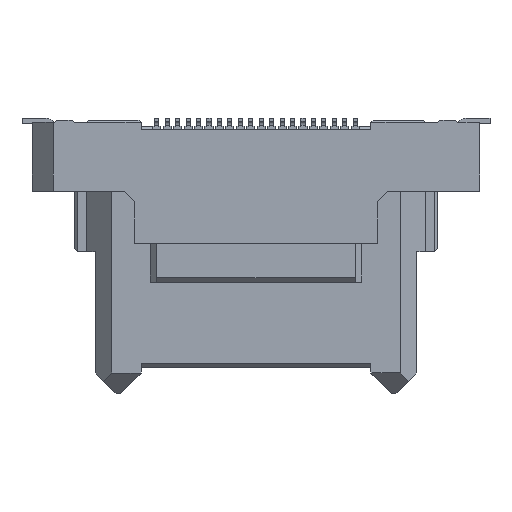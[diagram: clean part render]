
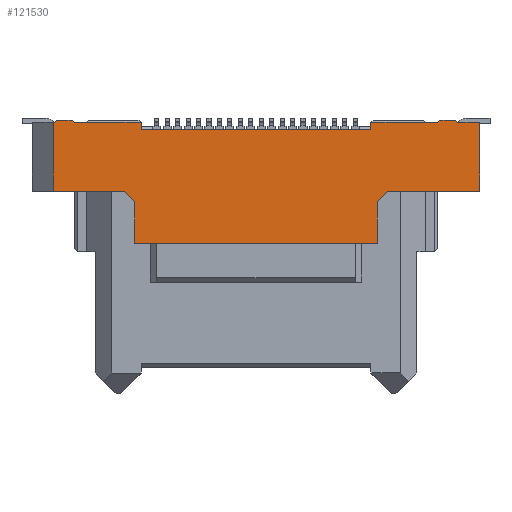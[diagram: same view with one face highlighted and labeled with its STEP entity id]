
A CAD part, front view. The second image highlights one B-rep face of the part: STEP entity #121530.
In plain terms, the highlighted planar face has unit normal (0, -1, 0).
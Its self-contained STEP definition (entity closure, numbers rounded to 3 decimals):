
#3780=CARTESIAN_POINT('',(39.69,-94.35,13.5));
#3790=VERTEX_POINT('',#3780);
#3840=CARTESIAN_POINT('',(31.16,-94.35,
22.03));
#3850=DIRECTION('',(0.707,0.,
-0.707));
#3860=VECTOR('',#3850,1.);
#3870=LINE('',#3840,#3860);
#3880=CARTESIAN_POINT('',(39.59,-94.35,13.6));
#3890=VERTEX_POINT('',#3880);
#3900=EDGE_CURVE('',#3890,#3790,#3870,.T.);
#11100=CARTESIAN_POINT('',(38.14,-94.35,
13.5));
#11110=VERTEX_POINT('',#11100);
#11140=CARTESIAN_POINT('',(36.84,-94.35,13.5));
#11150=DIRECTION('',(1.,0.,0.));
#11160=VECTOR('',#11150,1.);
#11170=LINE('',#11140,#11160);
#11180=CARTESIAN_POINT('',(35.54,-94.35,
13.5));
#11190=VERTEX_POINT('',#11180);
#11200=EDGE_CURVE('',#11190,#11110,#11170,.T.);
#19150=CARTESIAN_POINT('',(38.84,-94.35,13.6));
#19160=VERTEX_POINT('',#19150);
#19190=CARTESIAN_POINT('',(31.135,-94.35,
5.895));
#19200=DIRECTION('',(-0.707,0.,
-0.707));
#19210=VECTOR('',#19200,1.);
#19220=LINE('',#19190,#19210);
#19230=CARTESIAN_POINT('',(38.74,-94.35,13.5));
#19240=VERTEX_POINT('',#19230);
#19250=EDGE_CURVE('',#19160,#19240,#19220,.T.);
#21660=CARTESIAN_POINT('',(35.54,-94.35,
3.242));
#21670=DIRECTION('',(0.,0.,-1.));
#21680=VECTOR('',#21670,1.);
#21690=LINE('',#21660,#21680);
#21700=CARTESIAN_POINT('',(35.54,-94.35,13.15));
#21710=VERTEX_POINT('',#21700);
#21720=EDGE_CURVE('',#11190,#21710,#21690,.T.);
#29520=CARTESIAN_POINT('',(36.35,-94.35,
10.2));
#29530=VERTEX_POINT('',#29520);
#29560=CARTESIAN_POINT('',(31.135,-94.35,10.2));
#29570=DIRECTION('',(1.,0.,0.));
#29580=VECTOR('',#29570,1.);
#29590=LINE('',#29560,#29580);
#29600=CARTESIAN_POINT('',(40.74,-94.35,
10.2));
#29610=VERTEX_POINT('',#29600);
#29620=EDGE_CURVE('',#29530,#29610,#29590,.T.);
#48420=CARTESIAN_POINT('',(40.74,-94.35,13.5));
#48430=VERTEX_POINT('',#48420);
#48510=CARTESIAN_POINT('',(40.74,-94.35,
10.572));
#48520=DIRECTION('',(0.,0.,-1.));
#48530=VECTOR('',#48520,1.);
#48540=LINE('',#48510,#48530);
#48550=EDGE_CURVE('',#48430,#29610,#48540,.T.);
#48830=CARTESIAN_POINT('',(31.135,-94.35,13.5));
#48840=DIRECTION('',(-1.,0.,0.));
#48850=VECTOR('',#48840,1.);
#48860=LINE('',#48830,#48850);
#48870=EDGE_CURVE('',#48430,#3790,#48860,.T.);
#48920=CARTESIAN_POINT('',(38.74,-94.35,13.5));
#48930=DIRECTION('',(-1.,0.,0.));
#48940=VECTOR('',#48930,1.);
#48950=LINE('',#48920,#48940);
#48960=EDGE_CURVE('',#19240,#11110,#48950,.T.);
#49110=CARTESIAN_POINT('',(31.135,-94.35,13.6));
#49120=DIRECTION('',(-1.,0.,0.));
#49130=VECTOR('',#49120,1.);
#49140=LINE('',#49110,#49130);
#49150=EDGE_CURVE('',#3890,#19160,#49140,.T.);
#61210=CARTESIAN_POINT('',(35.85,-94.35,
7.7));
#61220=VERTEX_POINT('',#61210);
#61570=CARTESIAN_POINT('',(24.23,-94.35,
7.7));
#61580=VERTEX_POINT('',#61570);
#61610=CARTESIAN_POINT('',(6.565,-94.35,
7.7));
#61620=DIRECTION('',(1.,0.,0.));
#61630=VECTOR('',#61620,1.);
#61640=LINE('',#61610,#61630);
#61650=EDGE_CURVE('',#61580,#61220,#61640,.T.);
#61790=CARTESIAN_POINT('',(35.85,-94.35,
9.7));
#61800=VERTEX_POINT('',#61790);
#61920=CARTESIAN_POINT('',(35.85,-94.35,10.2));
#61930=DIRECTION('',(0.,0.,-1.));
#61940=VECTOR('',#61930,1.);
#61950=LINE('',#61920,#61940);
#61960=EDGE_CURVE('',#61800,#61220,#61950,.T.);
#62130=CARTESIAN_POINT('',(31.135,-94.35,
4.985));
#62140=DIRECTION('',(-0.707,0.,
-0.707));
#62150=VECTOR('',#62140,1.);
#62160=LINE('',#62130,#62150);
#62170=EDGE_CURVE('',#29530,#61800,#62160,.T.);
#68010=CARTESIAN_POINT('',(24.54,-94.35,13.5));
#68020=VERTEX_POINT('',#68010);
#120300=CARTESIAN_POINT('',(24.23,-94.35,10.2));
#120310=DIRECTION('',(0.,0.,-1.));
#120320=VECTOR('',#120310,1.);
#120330=LINE('',#120300,#120320);
#120340=CARTESIAN_POINT('',(24.23,-94.35,
9.7));
#120350=VERTEX_POINT('',#120340);
#120360=EDGE_CURVE('',#120350,#61580,#120330,.T.);
#120490=CARTESIAN_POINT('',(56.128,-94.35,
-0.93));
#120500=DIRECTION('',(0.,1.,0.));
#120510=DIRECTION('',(1.,0.,0.));
#120520=AXIS2_PLACEMENT_3D('',#120490,#120500,#120510);
#120530=PLANE('',#120520);
#120540=ORIENTED_EDGE('',*,*,#21720,.T.);
#120550=ORIENTED_EDGE('',*,*,#11200,.F.);
#120560=ORIENTED_EDGE('',*,*,#48960,.T.);
#120570=ORIENTED_EDGE('',*,*,#19250,.T.);
#120580=ORIENTED_EDGE('',*,*,#49150,.T.);
#120590=ORIENTED_EDGE('',*,*,#3900,.F.);
#120600=ORIENTED_EDGE('',*,*,#48870,.T.);
#120610=ORIENTED_EDGE('',*,*,#48550,.F.);
#120620=ORIENTED_EDGE('',*,*,#29620,.T.);
#120630=ORIENTED_EDGE('',*,*,#62170,.F.);
#120640=ORIENTED_EDGE('',*,*,#61960,.F.);
#120650=ORIENTED_EDGE('',*,*,#61650,.T.);
#120660=ORIENTED_EDGE('',*,*,#120360,.T.);
#120670=CARTESIAN_POINT('',(28.945,-94.35,
4.985));
#120680=DIRECTION('',(0.707,0.,
-0.707));
#120690=VECTOR('',#120680,1.);
#120700=LINE('',#120670,#120690);
#120710=CARTESIAN_POINT('',(23.73,-94.35,10.2));
#120720=VERTEX_POINT('',#120710);
#120730=EDGE_CURVE('',#120720,#120350,#120700,.T.);
#120740=ORIENTED_EDGE('',*,*,#120730,.T.);
#120750=CARTESIAN_POINT('',(28.945,-94.35,10.2));
#120760=DIRECTION('',(-1.,0.,0.));
#120770=VECTOR('',#120760,1.);
#120780=LINE('',#120750,#120770);
#120790=CARTESIAN_POINT('',(20.34,-94.35,10.2));
#120800=VERTEX_POINT('',#120790);
#120810=EDGE_CURVE('',#120720,#120800,#120780,.T.);
#120820=ORIENTED_EDGE('',*,*,#120810,.F.);
#120830=CARTESIAN_POINT('',(20.34,-94.35,11.85));
#120840=DIRECTION('',(0.,0.,-1.));
#120850=VECTOR('',#120840,1.);
#120860=LINE('',#120830,#120850);
#120870=CARTESIAN_POINT('',(20.34,-94.35,13.5));
#120880=VERTEX_POINT('',#120870);
#120890=EDGE_CURVE('',#120880,#120800,#120860,.T.);
#120900=ORIENTED_EDGE('',*,*,#120890,.T.);
#120910=CARTESIAN_POINT('',(28.945,-94.35,13.5));
#120920=DIRECTION('',(1.,0.,0.));
#120930=VECTOR('',#120920,1.);
#120940=LINE('',#120910,#120930);
#120950=CARTESIAN_POINT('',(20.39,-94.35,13.5));
#120960=VERTEX_POINT('',#120950);
#120970=EDGE_CURVE('',#120880,#120960,#120940,.T.);
#120980=ORIENTED_EDGE('',*,*,#120970,.F.);
#120990=CARTESIAN_POINT('',(28.92,-94.35,
22.03));
#121000=DIRECTION('',(-0.707,0.,
-0.707));
#121010=VECTOR('',#121000,1.);
#121020=LINE('',#120990,#121010);
#121030=CARTESIAN_POINT('',(20.49,-94.35,13.6));
#121040=VERTEX_POINT('',#121030);
#121050=EDGE_CURVE('',#121040,#120960,#121020,.T.);
#121060=ORIENTED_EDGE('',*,*,#121050,.T.);
#121070=CARTESIAN_POINT('',(28.945,-94.35,13.6));
#121080=DIRECTION('',(1.,0.,0.));
#121090=VECTOR('',#121080,1.);
#121100=LINE('',#121070,#121090);
#121110=CARTESIAN_POINT('',(21.24,-94.35,13.6));
#121120=VERTEX_POINT('',#121110);
#121130=EDGE_CURVE('',#121040,#121120,#121100,.T.);
#121140=ORIENTED_EDGE('',*,*,#121130,.F.);
#121150=CARTESIAN_POINT('',(28.945,-94.35,
5.895));
#121160=DIRECTION('',(0.707,0.,
-0.707));
#121170=VECTOR('',#121160,1.);
#121180=LINE('',#121150,#121170);
#121190=CARTESIAN_POINT('',(21.34,-94.35,13.5));
#121200=VERTEX_POINT('',#121190);
#121210=EDGE_CURVE('',#121120,#121200,#121180,.T.);
#121220=ORIENTED_EDGE('',*,*,#121210,.F.);
#121230=CARTESIAN_POINT('',(28.945,-94.35,13.5));
#121240=DIRECTION('',(-1.,0.,0.));
#121250=VECTOR('',#121240,1.);
#121260=LINE('',#121230,#121250);
#121270=CARTESIAN_POINT('',(21.94,-94.35,13.5));
#121280=VERTEX_POINT('',#121270);
#121290=EDGE_CURVE('',#121280,#121200,#121260,.T.);
#121300=ORIENTED_EDGE('',*,*,#121290,.T.);
#121310=CARTESIAN_POINT('',(-43.025,-94.35,13.5));
#121320=DIRECTION('',(-1.,0.,0.));
#121330=VECTOR('',#121320,1.);
#121340=LINE('',#121310,#121330);
#121350=EDGE_CURVE('',#68020,#121280,#121340,.T.);
#121360=ORIENTED_EDGE('',*,*,#121350,.T.);
#121370=CARTESIAN_POINT('',(24.54,-94.35,
3.342));
#121380=DIRECTION('',(0.,0.,1.));
#121390=VECTOR('',#121380,1.);
#121400=LINE('',#121370,#121390);
#121410=CARTESIAN_POINT('',(24.54,-94.35,
13.15));
#121420=VERTEX_POINT('',#121410);
#121430=EDGE_CURVE('',#121420,#68020,#121400,.T.);
#121440=ORIENTED_EDGE('',*,*,#121430,.T.);
#121450=CARTESIAN_POINT('',(28.945,-94.35,13.15));
#121460=DIRECTION('',(-1.,0.,0.));
#121470=VECTOR('',#121460,1.);
#121480=LINE('',#121450,#121470);
#121490=EDGE_CURVE('',#21710,#121420,#121480,.T.);
#121500=ORIENTED_EDGE('',*,*,#121490,.T.);
#121510=EDGE_LOOP('',(#121500,#121440,#121360,#121300,#121220,#121140,
#121060,#120980,#120900,#120820,#120740,#120660,#120650,#120640,#120630,
#120620,#120610,#120600,#120590,#120580,#120570,#120560,#120550,#120540)
);
#121520=FACE_OUTER_BOUND('',#121510,.T.);
#121530=ADVANCED_FACE('',(#121520),#120530,.F.);
